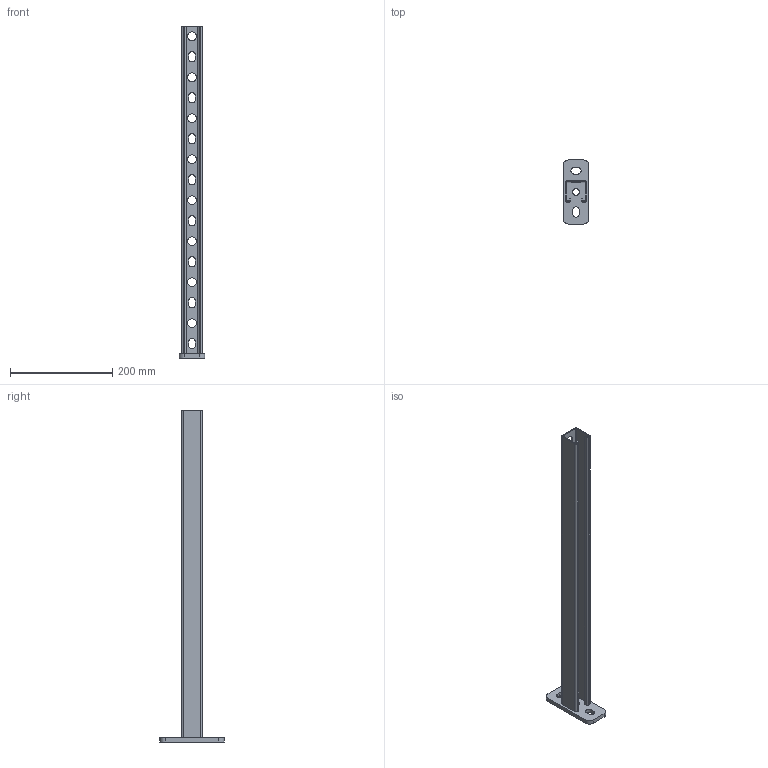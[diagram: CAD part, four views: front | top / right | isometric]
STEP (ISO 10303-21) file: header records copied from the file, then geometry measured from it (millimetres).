
FILE_DESCRIPTION(('STEP AP214'),'1');
FILE_NAME('cctmp_80717779-25AE-4ACD-A005-AE16ECB31928_2023_03_02_12_32_19_0523..stp','2023-03-02T11:32:19',('MÜPRO Services GmbH'),('CADClick - www.CADClick.com'),'Spatial InterOp 3D',' ','unknown authorization');
FILE_SCHEMA(('AUTOMOTIVE_DESIGN'));
Length unit declared in the file: millimetre
Products named in the file (3): cc_unnamed; 154221_1; 154221
Assembly tree (2 placements, depth 2):
  cc_unnamed
    154221_1
    154221
Bounding box: 50 x 125 x 648 mm (x, y, z)
Volume: 213853.8 mm3; surface area: 189230.7 mm2
Topology: 2 solids, 2 shells, 118 faces, 342 edges, 228 vertices
Faces by surface type: cylinder 74, plane 44
Entity records: 5054 total; most frequent: DIRECTION 732, CARTESIAN_POINT 691, ORIENTED_EDGE 684, EDGE_CURVE 342, AXIS2_PLACEMENT_3D 269, VERTEX_POINT 228, LINE 194, VECTOR 194
